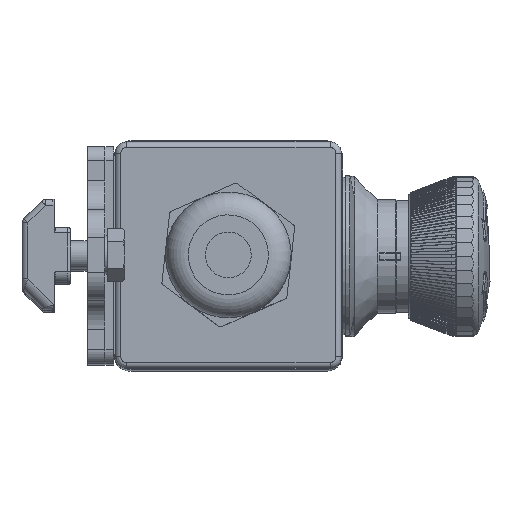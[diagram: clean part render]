
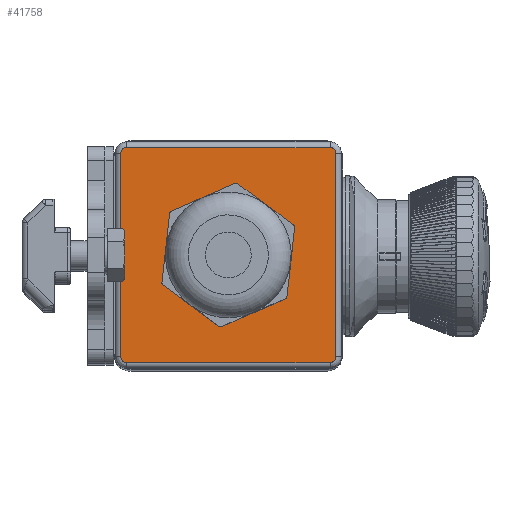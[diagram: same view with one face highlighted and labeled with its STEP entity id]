
A CAD part, top view. The second image highlights one B-rep face of the part: STEP entity #41758.
In plain terms, the highlighted planar face has unit normal (0, 0, 1).
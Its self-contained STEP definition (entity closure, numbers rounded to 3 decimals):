
#1534=FACE_BOUND('',#12387,.T.);
#2314=PLANE('',#45850);
#4097=LINE('',#75173,#6568);
#4105=LINE('',#75203,#6576);
#4108=LINE('',#75211,#6579);
#4111=LINE('',#75219,#6582);
#4114=LINE('',#75227,#6585);
#4116=LINE('',#75233,#6587);
#4250=LINE('',#76451,#6721);
#4255=LINE('',#76480,#6726);
#4260=LINE('',#76510,#6731);
#4264=LINE('',#76534,#6735);
#6568=VECTOR('',#54782,12.124);
#6576=VECTOR('',#54810,12.124);
#6579=VECTOR('',#54819,12.124);
#6582=VECTOR('',#54828,12.124);
#6585=VECTOR('',#54837,12.124);
#6587=VECTOR('',#54845,12.124);
#6721=VECTOR('',#55497,35.6);
#6726=VECTOR('',#55520,35.6);
#6731=VECTOR('',#55543,35.6);
#6735=VECTOR('',#55563,35.6);
#9840=FACE_OUTER_BOUND('',#12386,.T.);
#12386=EDGE_LOOP('',(#35581,#35582,#35583,#35584,#35585,#35586,#35587,#35588));
#12387=EDGE_LOOP('',(#35589,#35590,#35591,#35592,#35593,#35594,#35595,#35596,
#35597,#35598,#35599,#35600));
#14674=CIRCLE('',#45541,0.5);
#14681=CIRCLE('',#45551,0.5);
#14682=CIRCLE('',#45554,0.5);
#14683=CIRCLE('',#45557,0.5);
#14684=CIRCLE('',#45560,0.5);
#14685=CIRCLE('',#45563,0.5);
#14800=CIRCLE('',#45818,1.);
#14806=CIRCLE('',#45827,1.);
#14813=CIRCLE('',#45837,1.);
#14818=CIRCLE('',#45845,1.);
#18984=VERTEX_POINT('',#75163);
#18985=VERTEX_POINT('',#75165);
#18987=VERTEX_POINT('',#75171);
#18998=VERTEX_POINT('',#75197);
#18999=VERTEX_POINT('',#75201);
#19000=VERTEX_POINT('',#75205);
#19001=VERTEX_POINT('',#75209);
#19002=VERTEX_POINT('',#75213);
#19003=VERTEX_POINT('',#75217);
#19004=VERTEX_POINT('',#75221);
#19005=VERTEX_POINT('',#75225);
#19006=VERTEX_POINT('',#75229);
#19211=VERTEX_POINT('',#76431);
#19214=VERTEX_POINT('',#76436);
#19218=VERTEX_POINT('',#76449);
#19221=VERTEX_POINT('',#76467);
#19224=VERTEX_POINT('',#76478);
#19226=VERTEX_POINT('',#76494);
#19229=VERTEX_POINT('',#76499);
#19233=VERTEX_POINT('',#76525);
#24527=EDGE_CURVE('',#18985,#18984,#14674,.T.);
#24531=EDGE_CURVE('',#18984,#18987,#4097,.T.);
#24544=EDGE_CURVE('',#18987,#18998,#14681,.T.);
#24546=EDGE_CURVE('',#18998,#18999,#4105,.T.);
#24548=EDGE_CURVE('',#18999,#19000,#14682,.T.);
#24550=EDGE_CURVE('',#19000,#19001,#4108,.T.);
#24552=EDGE_CURVE('',#19001,#19002,#14683,.T.);
#24554=EDGE_CURVE('',#19002,#19003,#4111,.T.);
#24556=EDGE_CURVE('',#19003,#19004,#14684,.T.);
#24558=EDGE_CURVE('',#19004,#19005,#4114,.T.);
#24560=EDGE_CURVE('',#19005,#19006,#14685,.T.);
#24561=EDGE_CURVE('',#19006,#18985,#4116,.T.);
#24878=EDGE_CURVE('',#19214,#19211,#14800,.T.);
#24885=EDGE_CURVE('',#19218,#19214,#4250,.T.);
#24890=EDGE_CURVE('',#19221,#19218,#14806,.T.);
#24896=EDGE_CURVE('',#19224,#19221,#4255,.T.);
#24902=EDGE_CURVE('',#19229,#19226,#14813,.T.);
#24907=EDGE_CURVE('',#19211,#19229,#4260,.T.);
#24912=EDGE_CURVE('',#19233,#19224,#14818,.T.);
#24916=EDGE_CURVE('',#19226,#19233,#4264,.T.);
#35581=ORIENTED_EDGE('',*,*,#24878,.F.);
#35582=ORIENTED_EDGE('',*,*,#24885,.F.);
#35583=ORIENTED_EDGE('',*,*,#24890,.F.);
#35584=ORIENTED_EDGE('',*,*,#24896,.F.);
#35585=ORIENTED_EDGE('',*,*,#24912,.F.);
#35586=ORIENTED_EDGE('',*,*,#24916,.F.);
#35587=ORIENTED_EDGE('',*,*,#24902,.F.);
#35588=ORIENTED_EDGE('',*,*,#24907,.F.);
#35589=ORIENTED_EDGE('',*,*,#24527,.T.);
#35590=ORIENTED_EDGE('',*,*,#24531,.T.);
#35591=ORIENTED_EDGE('',*,*,#24544,.T.);
#35592=ORIENTED_EDGE('',*,*,#24546,.T.);
#35593=ORIENTED_EDGE('',*,*,#24548,.T.);
#35594=ORIENTED_EDGE('',*,*,#24550,.T.);
#35595=ORIENTED_EDGE('',*,*,#24552,.T.);
#35596=ORIENTED_EDGE('',*,*,#24554,.T.);
#35597=ORIENTED_EDGE('',*,*,#24556,.T.);
#35598=ORIENTED_EDGE('',*,*,#24558,.T.);
#35599=ORIENTED_EDGE('',*,*,#24560,.T.);
#35600=ORIENTED_EDGE('',*,*,#24561,.T.);
#41758=ADVANCED_FACE('',(#9840,#1534),#2314,.T.);
#45541=AXIS2_PLACEMENT_3D('',#75166,#54775,#54776);
#45551=AXIS2_PLACEMENT_3D('',#75199,#54805,#54806);
#45554=AXIS2_PLACEMENT_3D('',#75207,#54814,#54815);
#45557=AXIS2_PLACEMENT_3D('',#75215,#54823,#54824);
#45560=AXIS2_PLACEMENT_3D('',#75223,#54832,#54833);
#45563=AXIS2_PLACEMENT_3D('',#75231,#54841,#54842);
#45818=AXIS2_PLACEMENT_3D('',#76438,#55482,#55483);
#45827=AXIS2_PLACEMENT_3D('',#76469,#55506,#55507);
#45837=AXIS2_PLACEMENT_3D('',#76501,#55531,#55532);
#45845=AXIS2_PLACEMENT_3D('',#76527,#55552,#55553);
#45850=AXIS2_PLACEMENT_3D('',#76536,#55565,#55566);
#54775=DIRECTION('center_axis',(0.,0.,-1.));
#54776=DIRECTION('ref_axis',(-0.111,-0.994,0.));
#54782=DIRECTION('',(-0.805,0.593,0.));
#54805=DIRECTION('center_axis',(0.,0.,-1.));
#54806=DIRECTION('ref_axis',(-0.916,-0.401,0.));
#54810=DIRECTION('',(0.111,0.994,0.));
#54814=DIRECTION('center_axis',(0.,0.,-1.));
#54815=DIRECTION('ref_axis',(-0.805,0.593,0.));
#54819=DIRECTION('',(0.916,0.401,0.));
#54823=DIRECTION('center_axis',(0.,0.,-1.));
#54824=DIRECTION('ref_axis',(0.111,0.994,0.));
#54828=DIRECTION('',(0.805,-0.593,0.));
#54832=DIRECTION('center_axis',(0.,0.,-1.));
#54833=DIRECTION('ref_axis',(0.916,0.401,0.));
#54837=DIRECTION('',(-0.111,-0.994,0.));
#54841=DIRECTION('center_axis',(0.,0.,-1.));
#54842=DIRECTION('ref_axis',(0.805,-0.593,0.));
#54845=DIRECTION('',(-0.916,-0.401,0.));
#55482=DIRECTION('center_axis',(0.,0.,-1.));
#55483=DIRECTION('ref_axis',(0.707,0.707,0.));
#55497=DIRECTION('',(1.,0.,0.));
#55506=DIRECTION('center_axis',(0.,0.,-1.));
#55507=DIRECTION('ref_axis',(-0.707,0.707,0.));
#55520=DIRECTION('',(0.,1.,0.));
#55531=DIRECTION('center_axis',(0.,0.,-1.));
#55532=DIRECTION('ref_axis',(0.707,-0.707,0.));
#55543=DIRECTION('',(0.,-1.,0.));
#55552=DIRECTION('center_axis',(0.,0.,-1.));
#55553=DIRECTION('ref_axis',(-0.707,-0.707,0.));
#55563=DIRECTION('',(-1.,0.,0.));
#55565=DIRECTION('center_axis',(0.,0.,1.));
#55566=DIRECTION('ref_axis',(0.,-1.,0.));
#75163=CARTESIAN_POINT('',(-1.645,-12.452,4.8));
#75165=CARTESIAN_POINT('',(-1.148,-12.507,4.8));
#75166=CARTESIAN_POINT('Origin',(-1.348,-12.049,4.8));
#75171=CARTESIAN_POINT('',(-11.406,-5.26,4.8));
#75173=CARTESIAN_POINT('',(-3.969,-10.739,4.8));
#75197=CARTESIAN_POINT('',(-11.606,-4.801,4.8));
#75199=CARTESIAN_POINT('Origin',(-11.109,-4.857,4.8));
#75201=CARTESIAN_POINT('',(-10.258,7.248,4.8));
#75203=CARTESIAN_POINT('',(-11.285,-1.933,4.8));
#75205=CARTESIAN_POINT('',(-9.961,7.65,4.8));
#75207=CARTESIAN_POINT('Origin',(-9.761,7.192,4.8));
#75209=CARTESIAN_POINT('',(1.148,12.507,4.8));
#75211=CARTESIAN_POINT('',(-7.316,8.807,4.8));
#75213=CARTESIAN_POINT('',(1.645,12.452,4.8));
#75215=CARTESIAN_POINT('Origin',(1.348,12.049,4.8));
#75217=CARTESIAN_POINT('',(11.406,5.26,4.8));
#75219=CARTESIAN_POINT('',(3.969,10.739,4.8));
#75221=CARTESIAN_POINT('',(11.606,4.801,4.8));
#75223=CARTESIAN_POINT('Origin',(11.109,4.857,4.8));
#75225=CARTESIAN_POINT('',(10.258,-7.248,4.8));
#75227=CARTESIAN_POINT('',(11.285,1.933,4.8));
#75229=CARTESIAN_POINT('',(9.961,-7.65,4.8));
#75231=CARTESIAN_POINT('Origin',(9.761,-7.192,4.8));
#75233=CARTESIAN_POINT('',(7.316,-8.807,4.8));
#76431=CARTESIAN_POINT('',(18.8,17.8,4.8));
#76436=CARTESIAN_POINT('',(17.8,18.8,4.8));
#76438=CARTESIAN_POINT('Origin',(17.8,17.8,4.8));
#76449=CARTESIAN_POINT('',(-17.8,18.8,4.8));
#76451=CARTESIAN_POINT('',(9.9,18.8,4.8));
#76467=CARTESIAN_POINT('',(-18.8,17.8,4.8));
#76469=CARTESIAN_POINT('Origin',(-17.8,17.8,4.8));
#76478=CARTESIAN_POINT('',(-18.8,-17.8,4.8));
#76480=CARTESIAN_POINT('',(-18.8,9.9,4.8));
#76494=CARTESIAN_POINT('',(17.8,-18.8,4.8));
#76499=CARTESIAN_POINT('',(18.8,-17.8,4.8));
#76501=CARTESIAN_POINT('Origin',(17.8,-17.8,4.8));
#76510=CARTESIAN_POINT('',(18.8,-9.9,4.8));
#76525=CARTESIAN_POINT('',(-17.8,-18.8,4.8));
#76527=CARTESIAN_POINT('Origin',(-17.8,-17.8,4.8));
#76534=CARTESIAN_POINT('',(-9.9,-18.8,4.8));
#76536=CARTESIAN_POINT('Origin',(0.,0.,
4.8));
